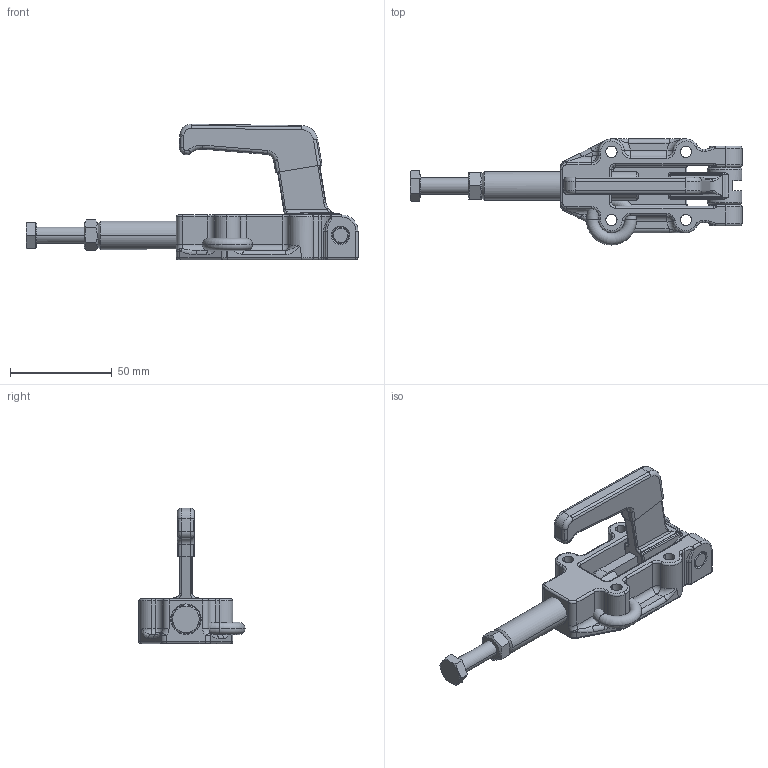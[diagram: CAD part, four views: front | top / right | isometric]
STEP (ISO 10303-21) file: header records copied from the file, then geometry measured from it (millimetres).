
FILE_DESCRIPTION(('CATIA V5 STEP Exchange'),'2;1');
FILE_NAME('SCHUBSTANGENSPANNER_TS_P_590_357884.stp','2018-08-16T12:02:24+00:00',('none'),('none'),'CATIA Version 5 Release 19 SP 9 (IN-10)','CATIA V5 STEP AP214','none');
FILE_SCHEMA(('AUTOMOTIVE_DESIGN { 1 0 10303 214 1 1 1 1 }'));
Length unit declared in the file: millimetre
Products named in the file (1): SCHUBSTANGENSPANNER_TS_P_590_357884
Bounding box: 162.75 x 52 x 66.44 mm (x, y, z)
Volume: 36872.8 mm3; surface area: 35148.8 mm2
Topology: 5 solids, 6 shells, 454 faces, 1206 edges, 747 vertices
Faces by surface type: cylinder 189, plane 84, torus 74, bspline 39, cone 38, sphere 30
Entity records: 15681 total; most frequent: CARTESIAN_POINT 5249, ORIENTED_EDGE 2366, DIRECTION 1701, EDGE_CURVE 1183, AXIS2_PLACEMENT_3D 908, VERTEX_POINT 746, CIRCLE 493, EDGE_LOOP 485
